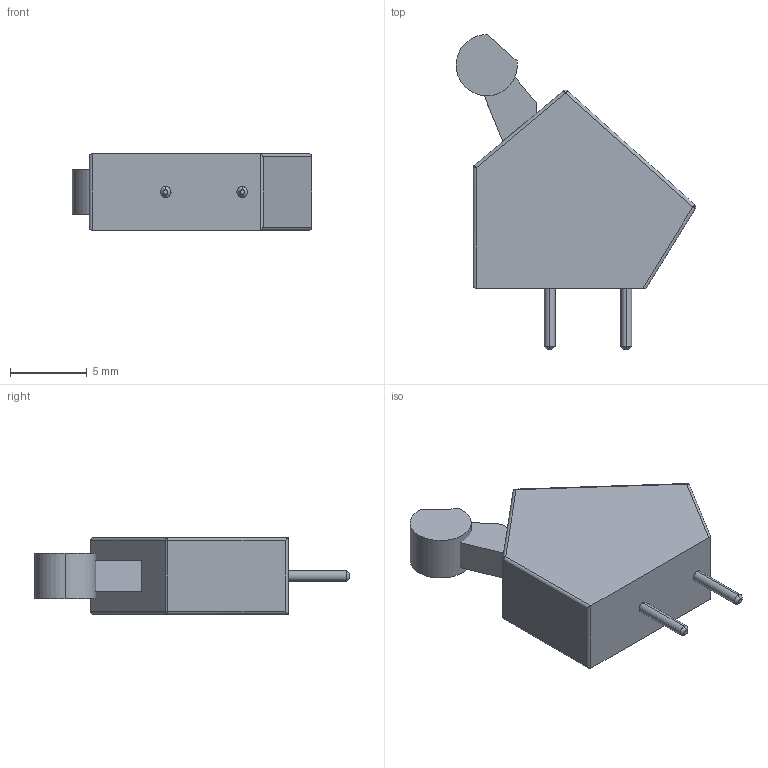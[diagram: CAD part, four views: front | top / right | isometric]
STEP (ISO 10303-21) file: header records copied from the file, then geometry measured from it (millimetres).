
FILE_DESCRIPTION (( 'STEP AP214' ), '1' );
FILE_NAME ('OSTHTxx0080.STEP', '2019-09-30T21:03:00', ( '' ), ( '' ), 'SwSTEP 2.0', 'SolidWorks 2019', '' );
FILE_SCHEMA (( 'AUTOMOTIVE_DESIGN' ));
Length unit declared in the file: millimetre
Products named in the file (1): OSTHTxx0080
Bounding box: 15.66 x 20.56 x 5 mm (x, y, z)
Volume: 695.3 mm3; surface area: 650.1 mm2
Topology: 5 solids, 5 shells, 84 faces, 181 edges, 106 vertices
Faces by surface type: cylinder 40, plane 30, sphere 8, cone 4, torus 2
Entity records: 2265 total; most frequent: CARTESIAN_POINT 444, DIRECTION 371, ORIENTED_EDGE 354, EDGE_CURVE 177, AXIS2_PLACEMENT_3D 135, VERTEX_POINT 104, LINE 101, VECTOR 101
